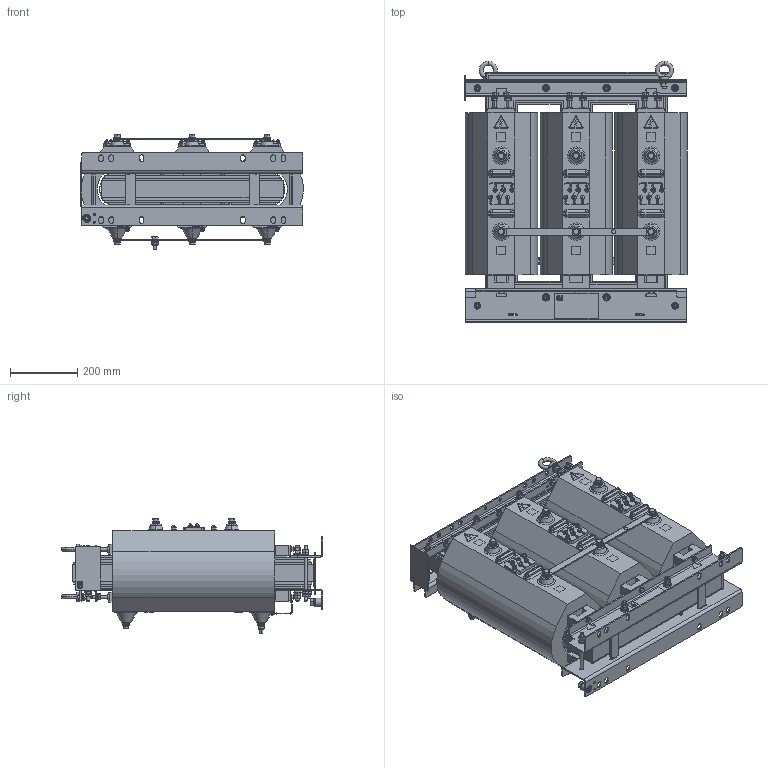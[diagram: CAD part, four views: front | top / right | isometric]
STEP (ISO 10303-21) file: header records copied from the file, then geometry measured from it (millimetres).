
FILE_DESCRIPTION (( 'STEP AP214' ), '1' );
FILE_NAME ('ﾒﾋﾑ-40 Y.Y SIL.STEP', '2022-11-08T08:05:29', ( '' ), ( '' ), 'SwSTEP 2.0', 'SolidWorks 2010', '' );
FILE_SCHEMA (( 'AUTOMOTIVE_DESIGN' ));
Length unit declared in the file: millimetre
Products named in the file (1): ﾒﾋﾑ-40 Y.Y SIL
Bounding box: 660.23 x 775.53 x 338.6 mm (x, y, z)
Surface area: 6175503 mm2 (no closed solid volume)
Topology: 0 solids, 411 shells, 2506 faces, 8215 edges, 5990 vertices
Faces by surface type: plane 1339, cylinder 676, cone 313, torus 108, sphere 66, bspline 4
Entity records: 125021 total; most frequent: CARTESIAN_POINT 25925, DIRECTION 15426, ORIENTED_EDGE 12572, EDGE_CURVE 8191, VERTEX_POINT 5990, AXIS2_PLACEMENT_3D 5769, LINE 3888, VECTOR 3888
